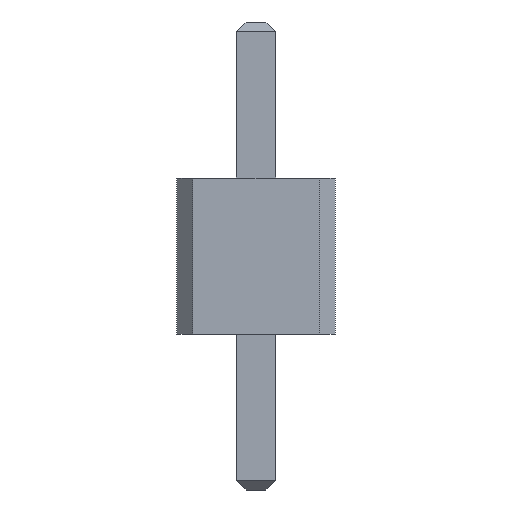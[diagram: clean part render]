
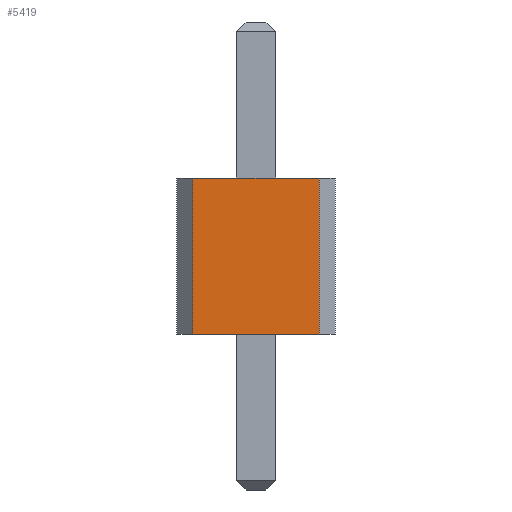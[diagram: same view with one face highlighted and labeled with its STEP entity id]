
A CAD part, front view. The second image highlights one B-rep face of the part: STEP entity #5419.
In plain terms, the highlighted planar face has unit normal (0, -1, 0).
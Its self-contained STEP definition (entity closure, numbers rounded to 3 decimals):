
#280=FACE_OUTER_BOUND('',#596,.T.);
#596=EDGE_LOOP('',(#4392,#4393,#4394,#4395));
#1092=LINE('',#7983,#1794);
#1263=LINE('',#8313,#1965);
#1322=LINE('',#8418,#2024);
#1323=LINE('',#8420,#2025);
#1794=VECTOR('',#6561,10.);
#1965=VECTOR('',#6810,1.);
#2024=VECTOR('',#6937,1.);
#2025=VECTOR('',#6940,1.);
#2352=VERTEX_POINT('',#7980);
#2353=VERTEX_POINT('',#7982);
#2472=VERTEX_POINT('',#8310);
#2473=VERTEX_POINT('',#8312);
#2932=EDGE_CURVE('',#2353,#2352,#1092,.T.);
#3103=EDGE_CURVE('',#2472,#2473,#1263,.T.);
#3162=EDGE_CURVE('',#2353,#2472,#1322,.T.);
#3163=EDGE_CURVE('',#2352,#2473,#1323,.T.);
#4392=ORIENTED_EDGE('',*,*,#2932,.T.);
#4393=ORIENTED_EDGE('',*,*,#3163,.T.);
#4394=ORIENTED_EDGE('',*,*,#3103,.F.);
#4395=ORIENTED_EDGE('',*,*,#3162,.F.);
#4834=PLANE('',#5725);
#5419=ADVANCED_FACE('',(#280),#4834,.F.);
#5725=AXIS2_PLACEMENT_3D('',#8419,#6938,#6939);
#6561=DIRECTION('',(1.,0.,0.));
#6810=DIRECTION('',(1.,0.,0.));
#6937=DIRECTION('',(0.,0.,1.));
#6938=DIRECTION('center_axis',(0.,1.,0.));
#6939=DIRECTION('ref_axis',(1.,0.,0.));
#6940=DIRECTION('',(0.,0.,1.));
#7980=CARTESIAN_POINT('',(1.016,-29.21,0.04));
#7982=CARTESIAN_POINT('',(-1.016,-29.21,0.04));
#7983=CARTESIAN_POINT('',(-0.508,-29.21,0.04));
#8310=CARTESIAN_POINT('',(-1.016,-29.21,2.54));
#8312=CARTESIAN_POINT('',(1.016,-29.21,2.54));
#8313=CARTESIAN_POINT('',(-1.016,-29.21,2.54));
#8418=CARTESIAN_POINT('',(-1.016,-29.21,0.));
#8419=CARTESIAN_POINT('Origin',(-1.016,-29.21,0.));
#8420=CARTESIAN_POINT('',(1.016,-29.21,0.));
